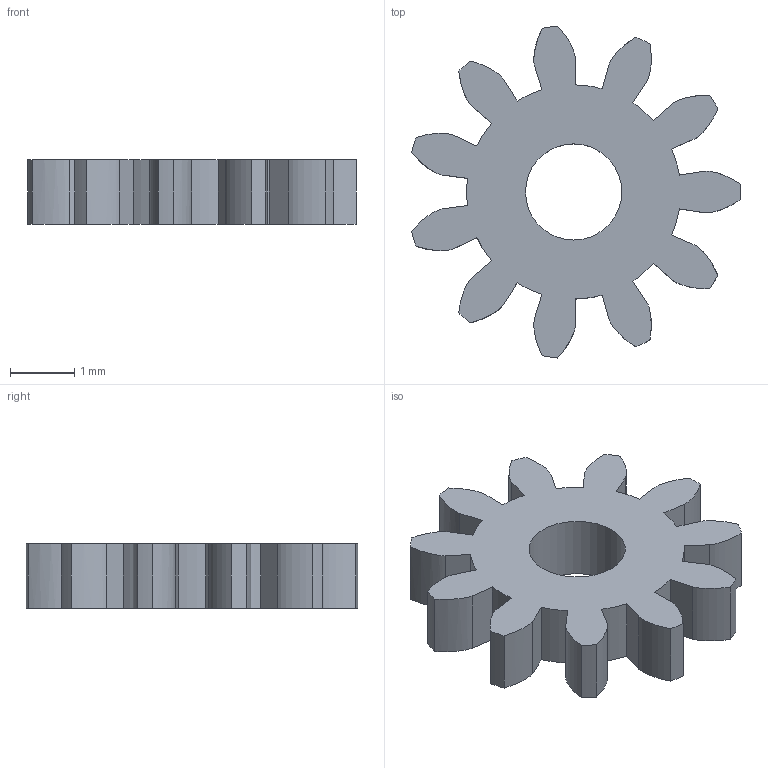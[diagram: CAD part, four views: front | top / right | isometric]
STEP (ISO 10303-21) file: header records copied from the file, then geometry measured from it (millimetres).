
FILE_DESCRIPTION(/* description */ (''),/* implementation_level */ '2;1');
FILE_NAME(/* name */ 'gear-encoder v14.stp',/* time_stamp */ '2017-08-24T17:03:28+09:00',/* author */ (''),/* organization */ (''),/* preprocessor_version */ 'ST-DEVELOPER v16.13',/* originating_system */ 'Autodesk Translation Framework v6.1.1.50',/* authorisation */ '');
FILE_SCHEMA (('AUTOMOTIVE_DESIGN { 1 0 10303 214 3 1 1 }'));
Length unit declared in the file: millimetre
Products named in the file (2): gear-encoder v14; Spur Gear (11 teeth)
Assembly tree (1 placements, depth 2):
  gear-encoder v14
    Spur Gear (11 teeth)
Bounding box: 5.13 x 5.18 x 1 mm (x, y, z)
Volume: 12.6 mm3; surface area: 59.2 mm2
Topology: 1 solids, 1 shells, 69 faces, 201 edges, 134 vertices
Faces by surface type: plane 24, cylinder 23, bspline 22
Full cylindrical faces by diameter (mm): 1.5 x1
Entity records: 3165 total; most frequent: CARTESIAN_POINT 1396, ORIENTED_EDGE 400, DIRECTION 302, EDGE_CURVE 200, VERTEX_POINT 134, LINE 110, VECTOR 110, AXIS2_PLACEMENT_3D 96
